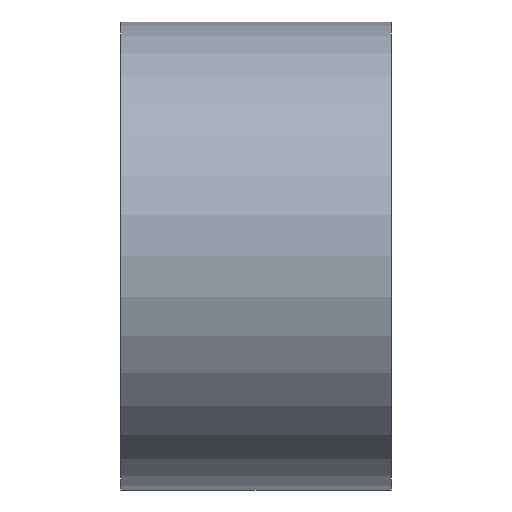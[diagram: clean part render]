
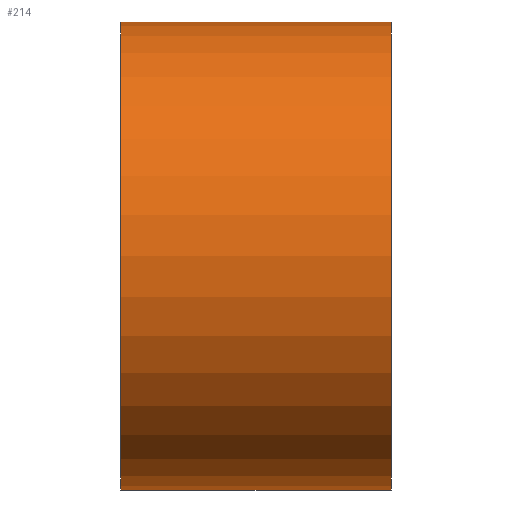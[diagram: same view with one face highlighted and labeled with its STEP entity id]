
A CAD part, left-side view. The second image highlights one B-rep face of the part: STEP entity #214.
In plain terms, the highlighted cylindrical face has radius 9.525 mm (diameter 19.05 mm), a partial arc.
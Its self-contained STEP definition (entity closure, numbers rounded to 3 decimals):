
#6 = CARTESIAN_POINT ( 'NONE',  ( 0., 0., 9.525 ) ) ;
#14 = CARTESIAN_POINT ( 'NONE',  ( 0., 11., -9.525 ) ) ;
#21 = DIRECTION ( 'NONE',  ( 0., -1., 0. ) ) ;
#29 = CARTESIAN_POINT ( 'NONE',  ( 0., 11., 0. ) ) ;
#33 = AXIS2_PLACEMENT_3D ( 'NONE', #160, #42, #68 ) ;
#35 = CIRCLE ( 'NONE', #51, 9.525 ) ;
#38 = EDGE_CURVE ( 'NONE', #244, #132, #187, .T. ) ;
#42 = DIRECTION ( 'NONE',  ( 0., -1., 0. ) ) ;
#44 = DIRECTION ( 'NONE',  ( 0., -1., 0. ) ) ;
#45 = EDGE_CURVE ( 'NONE', #132, #49, #120, .T. ) ;
#49 = VERTEX_POINT ( 'NONE', #6 ) ;
#50 = LINE ( 'NONE', #175, #53 ) ;
#51 = AXIS2_PLACEMENT_3D ( 'NONE', #148, #215, #226 ) ;
#53 = VECTOR ( 'NONE', #44, 1000. ) ;
#68 = DIRECTION ( 'NONE',  ( 0., 0., -1. ) ) ;
#85 = CYLINDRICAL_SURFACE ( 'NONE', #33, 9.525 ) ;
#95 = ORIENTED_EDGE ( 'NONE', *, *, #117, .T. ) ;
#114 = AXIS2_PLACEMENT_3D ( 'NONE', #29, #241, #147 ) ;
#115 = ORIENTED_EDGE ( 'NONE', *, *, #45, .F. ) ;
#117 = EDGE_CURVE ( 'NONE', #149, #49, #35, .T. ) ;
#120 = LINE ( 'NONE', #185, #150 ) ;
#128 = ORIENTED_EDGE ( 'NONE', *, *, #231, .T. ) ;
#132 = VERTEX_POINT ( 'NONE', #198 ) ;
#147 = DIRECTION ( 'NONE',  ( 0., 0., 1. ) ) ;
#148 = CARTESIAN_POINT ( 'NONE',  ( 0., 0., 0. ) ) ;
#149 = VERTEX_POINT ( 'NONE', #210 ) ;
#150 = VECTOR ( 'NONE', #21, 1000. ) ;
#160 = CARTESIAN_POINT ( 'NONE',  ( 0., 11., 0. ) ) ;
#167 = FACE_OUTER_BOUND ( 'NONE', #172, .T. ) ;
#172 = EDGE_LOOP ( 'NONE', ( #115, #243, #128, #95 ) ) ;
#175 = CARTESIAN_POINT ( 'NONE',  ( 0., 11., -9.525 ) ) ;
#185 = CARTESIAN_POINT ( 'NONE',  ( 0., 11., 9.525 ) ) ;
#187 = CIRCLE ( 'NONE', #114, 9.525 ) ;
#198 = CARTESIAN_POINT ( 'NONE',  ( 0., 11., 9.525 ) ) ;
#210 = CARTESIAN_POINT ( 'NONE',  ( 0., 0., -9.525 ) ) ;
#214 = ADVANCED_FACE ( 'NONE', ( #167 ), #85, .T. ) ;
#215 = DIRECTION ( 'NONE',  ( 0., 1., 0. ) ) ;
#226 = DIRECTION ( 'NONE',  ( 0., 0., 1. ) ) ;
#231 = EDGE_CURVE ( 'NONE', #244, #149, #50, .T. ) ;
#241 = DIRECTION ( 'NONE',  ( 0., 1., 0. ) ) ;
#243 = ORIENTED_EDGE ( 'NONE', *, *, #38, .F. ) ;
#244 = VERTEX_POINT ( 'NONE', #14 ) ;
